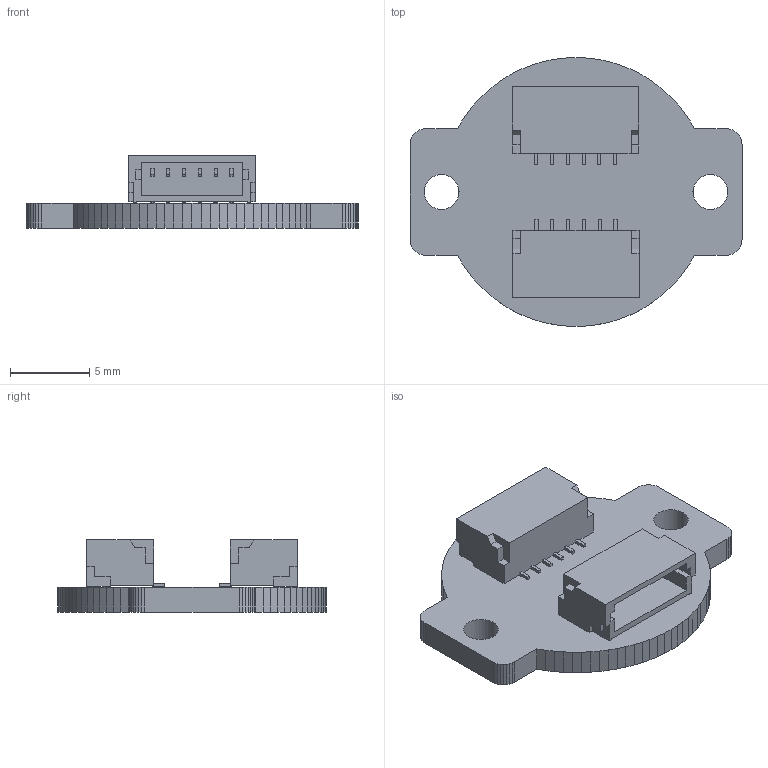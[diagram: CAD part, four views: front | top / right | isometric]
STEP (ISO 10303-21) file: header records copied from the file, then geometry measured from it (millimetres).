
FILE_DESCRIPTION(('KiCad electronic assembly'),'2;1');
FILE_NAME('Encoder_SPI_AS5047P.step','2023-11-12T23:37:10',('Pcbnew'),( 'Kicad'),'Open CASCADE STEP processor 7.7','KiCad to STEP converter' ,'Unknown');
FILE_SCHEMA(('AUTOMOTIVE_DESIGN { 1 0 10303 214 1 1 1 1 }'));
Length unit declared in the file: millimetre
Products named in the file (4): Encoder_SPI_AS5047P 1; SM06B-SRSS-TB; SOLID; _autosave-Encoder_SPI_AS5047P PCB
Assembly tree (4 placements, depth 3):
  Encoder_SPI_AS5047P 1
    SM06B-SRSS-TB  x2
      SOLID
    _autosave-Encoder_SPI_AS5047P PCB
Bounding box: 21 x 17 x 4.58 mm (x, y, z)
Volume: 516.7 mm3; surface area: 1052.3 mm2
Topology: 3 solids, 3 shells, 328 faces, 920 edges, 612 vertices
Faces by surface type: plane 326, cylinder 2
Full cylindrical faces by diameter (mm): 2.2 x2
Entity records: 15805 total; most frequent: CARTESIAN_POINT 2504, DIRECTION 2292, LINE 1840, VECTOR 1840, ORIENTED_EDGE 1232, PCURVE 1232, DEFINITIONAL_REPRESENTATION 1232, EDGE_CURVE 616
